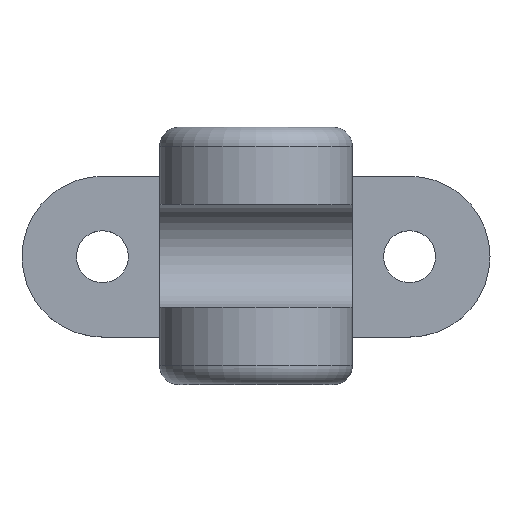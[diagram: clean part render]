
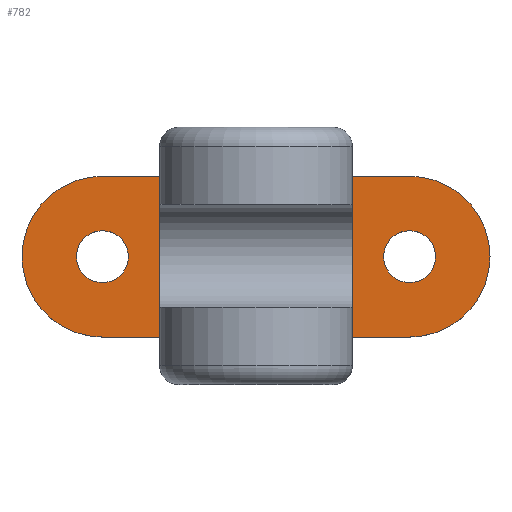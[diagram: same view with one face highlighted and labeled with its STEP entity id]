
A CAD part, top view. The second image highlights one B-rep face of the part: STEP entity #782.
In plain terms, the highlighted planar face has unit normal (0, 0, 1).
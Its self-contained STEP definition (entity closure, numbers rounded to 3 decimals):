
#50=FACE_BOUND('',#109,.T.);
#51=FACE_BOUND('',#110,.T.);
#52=FACE_BOUND('',#111,.T.);
#59=FACE_OUTER_BOUND('',#108,.T.);
#108=EDGE_LOOP('',(#532,#533,#534,#535));
#109=EDGE_LOOP('',(#536));
#110=EDGE_LOOP('',(#537));
#111=EDGE_LOOP('',(#538,#539,#540,#541,#542,#543,#544,#545));
#166=LINE('',#1232,#224);
#167=LINE('',#1235,#225);
#168=LINE('',#1244,#226);
#169=LINE('',#1248,#227);
#170=LINE('',#1252,#228);
#171=LINE('',#1255,#229);
#224=VECTOR('',#962,10.);
#225=VECTOR('',#965,10.);
#226=VECTOR('',#972,10.);
#227=VECTOR('',#975,10.);
#228=VECTOR('',#978,10.);
#229=VECTOR('',#981,10.);
#282=CIRCLE('',#852,12.5);
#283=CIRCLE('',#853,12.5);
#284=CIRCLE('',#854,4.03);
#285=CIRCLE('',#855,4.03);
#286=CIRCLE('',#856,3.);
#287=CIRCLE('',#857,3.);
#288=CIRCLE('',#858,3.);
#289=CIRCLE('',#859,3.);
#342=VERTEX_POINT('',#1228);
#343=VERTEX_POINT('',#1229);
#344=VERTEX_POINT('',#1231);
#345=VERTEX_POINT('',#1233);
#346=VERTEX_POINT('',#1236);
#347=VERTEX_POINT('',#1238);
#348=VERTEX_POINT('',#1240);
#349=VERTEX_POINT('',#1241);
#350=VERTEX_POINT('',#1243);
#351=VERTEX_POINT('',#1245);
#352=VERTEX_POINT('',#1247);
#353=VERTEX_POINT('',#1249);
#354=VERTEX_POINT('',#1251);
#355=VERTEX_POINT('',#1253);
#414=EDGE_CURVE('',#342,#343,#282,.T.);
#415=EDGE_CURVE('',#344,#342,#166,.T.);
#416=EDGE_CURVE('',#345,#344,#283,.T.);
#417=EDGE_CURVE('',#343,#345,#167,.T.);
#418=EDGE_CURVE('',#346,#346,#284,.T.);
#419=EDGE_CURVE('',#347,#347,#285,.T.);
#420=EDGE_CURVE('',#348,#349,#286,.T.);
#421=EDGE_CURVE('',#348,#350,#168,.T.);
#422=EDGE_CURVE('',#351,#350,#287,.T.);
#423=EDGE_CURVE('',#352,#351,#169,.T.);
#424=EDGE_CURVE('',#353,#352,#288,.T.);
#425=EDGE_CURVE('',#353,#354,#170,.T.);
#426=EDGE_CURVE('',#355,#354,#289,.T.);
#427=EDGE_CURVE('',#349,#355,#171,.T.);
#532=ORIENTED_EDGE('',*,*,#414,.F.);
#533=ORIENTED_EDGE('',*,*,#415,.F.);
#534=ORIENTED_EDGE('',*,*,#416,.F.);
#535=ORIENTED_EDGE('',*,*,#417,.F.);
#536=ORIENTED_EDGE('',*,*,#418,.F.);
#537=ORIENTED_EDGE('',*,*,#419,.F.);
#538=ORIENTED_EDGE('',*,*,#420,.F.);
#539=ORIENTED_EDGE('',*,*,#421,.T.);
#540=ORIENTED_EDGE('',*,*,#422,.F.);
#541=ORIENTED_EDGE('',*,*,#423,.F.);
#542=ORIENTED_EDGE('',*,*,#424,.F.);
#543=ORIENTED_EDGE('',*,*,#425,.T.);
#544=ORIENTED_EDGE('',*,*,#426,.F.);
#545=ORIENTED_EDGE('',*,*,#427,.F.);
#768=PLANE('',#851);
#782=ADVANCED_FACE('',(#59,#50,#51,#52),#768,.F.);
#851=AXIS2_PLACEMENT_3D('',#1227,#958,#959);
#852=AXIS2_PLACEMENT_3D('',#1230,#960,#961);
#853=AXIS2_PLACEMENT_3D('',#1234,#963,#964);
#854=AXIS2_PLACEMENT_3D('',#1237,#966,#967);
#855=AXIS2_PLACEMENT_3D('',#1239,#968,#969);
#856=AXIS2_PLACEMENT_3D('',#1242,#970,#971);
#857=AXIS2_PLACEMENT_3D('',#1246,#973,#974);
#858=AXIS2_PLACEMENT_3D('',#1250,#976,#977);
#859=AXIS2_PLACEMENT_3D('',#1254,#979,#980);
#958=DIRECTION('center_axis',(0.,0.,-1.));
#959=DIRECTION('ref_axis',(-1.,0.,0.));
#960=DIRECTION('center_axis',(0.,0.,-1.));
#961=DIRECTION('ref_axis',(0.,-1.,0.));
#962=DIRECTION('',(-1.,0.,0.));
#963=DIRECTION('center_axis',(0.,0.,-1.));
#964=DIRECTION('ref_axis',(0.,1.,0.));
#965=DIRECTION('',(1.,0.,0.));
#966=DIRECTION('center_axis',(0.,0.,1.));
#967=DIRECTION('ref_axis',(1.,0.,0.));
#968=DIRECTION('center_axis',(0.,0.,1.));
#969=DIRECTION('ref_axis',(1.,0.,0.));
#970=DIRECTION('center_axis',(0.,0.,1.));
#971=DIRECTION('ref_axis',(-0.707,0.707,0.));
#972=DIRECTION('',(1.,0.,0.));
#973=DIRECTION('center_axis',(0.,0.,1.));
#974=DIRECTION('ref_axis',(0.707,0.707,0.));
#975=DIRECTION('',(0.,1.,0.));
#976=DIRECTION('center_axis',(0.,0.,1.));
#977=DIRECTION('ref_axis',(0.707,-0.707,0.));
#978=DIRECTION('',(-1.,0.,0.));
#979=DIRECTION('center_axis',(0.,0.,1.));
#980=DIRECTION('ref_axis',(-0.707,-0.707,0.));
#981=DIRECTION('',(0.,-1.,0.));
#1227=CARTESIAN_POINT('Origin',(0.,0.,0.));
#1228=CARTESIAN_POINT('',(-23.882,-12.5,0.));
#1229=CARTESIAN_POINT('',(-23.882,12.5,0.));
#1230=CARTESIAN_POINT('Origin',(-23.882,0.,0.));
#1231=CARTESIAN_POINT('',(23.882,-12.5,0.));
#1232=CARTESIAN_POINT('',(23.882,-12.5,0.));
#1233=CARTESIAN_POINT('',(23.882,12.5,0.));
#1234=CARTESIAN_POINT('Origin',(23.882,0.,0.));
#1235=CARTESIAN_POINT('',(-23.882,12.5,0.));
#1236=CARTESIAN_POINT('',(-27.912,0.,0.));
#1237=CARTESIAN_POINT('Origin',(-23.882,0.,0.));
#1238=CARTESIAN_POINT('',(19.851,0.,0.));
#1239=CARTESIAN_POINT('Origin',(23.882,0.,0.));
#1240=CARTESIAN_POINT('',(-12.,6.,0.));
#1241=CARTESIAN_POINT('',(-15.,3.,0.));
#1242=CARTESIAN_POINT('Origin',(-12.,3.,0.));
#1243=CARTESIAN_POINT('',(12.,6.,0.));
#1244=CARTESIAN_POINT('',(15.,6.,0.));
#1245=CARTESIAN_POINT('',(15.,3.,0.));
#1246=CARTESIAN_POINT('Origin',(12.,3.,0.));
#1247=CARTESIAN_POINT('',(15.,-3.,0.));
#1248=CARTESIAN_POINT('',(15.,0.,0.));
#1249=CARTESIAN_POINT('',(12.,-6.,0.));
#1250=CARTESIAN_POINT('Origin',(12.,-3.,0.));
#1251=CARTESIAN_POINT('',(-12.,-6.,0.));
#1252=CARTESIAN_POINT('',(15.,-6.,0.));
#1253=CARTESIAN_POINT('',(-15.,-3.,0.));
#1254=CARTESIAN_POINT('Origin',(-12.,-3.,0.));
#1255=CARTESIAN_POINT('',(-15.,0.,0.));
